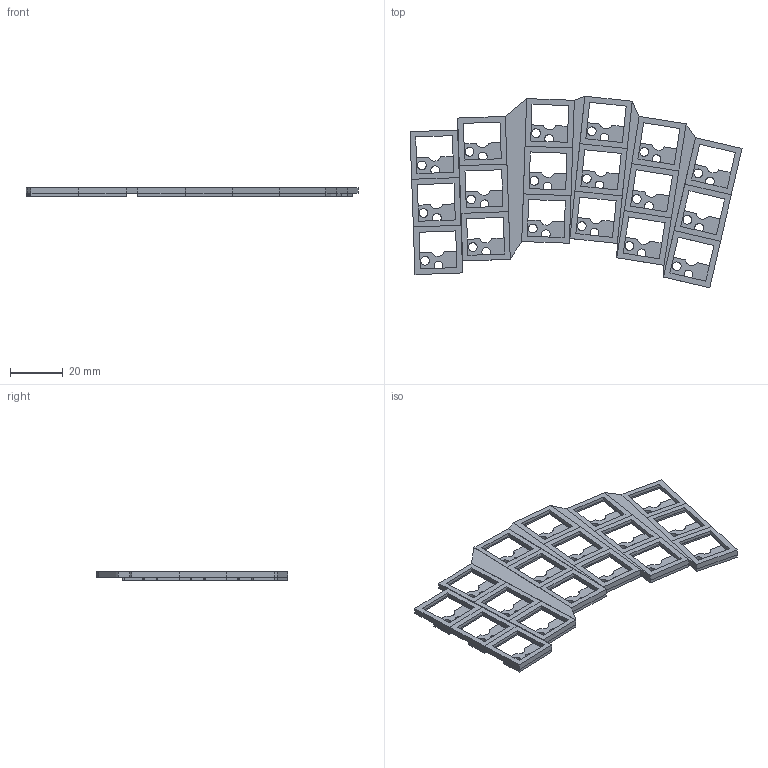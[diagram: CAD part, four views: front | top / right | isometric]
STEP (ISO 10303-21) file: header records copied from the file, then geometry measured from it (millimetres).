
FILE_DESCRIPTION(/* description */ (''),/* implementation_level */ '2;1');
FILE_NAME(/* name */ 'LeftPlate.step',/* time_stamp */ '2026-01-12T19:08:20+01:00',/* author */ (''),/* organization */ (''),/* preprocessor_version */ 'ST-DEVELOPER v20.1',/* originating_system */ 'Autodesk Translation Framework v14.21.0.0',/* authorisation */ '');
FILE_SCHEMA (('AUTOMOTIVE_DESIGN { 1 0 10303 214 3 1 1 }'));
Length unit declared in the file: millimetre
Products named in the file (2): 2026-01-03-22-54-01-724; 2026-01-03-14-38-42-564
Assembly tree (18 placements, depth 2):
  2026-01-03-22-54-01-724
    2026-01-03-14-38-42-564  x18
Bounding box: 125.36 x 72.31 x 3.35 mm (x, y, z)
Volume: 9027.6 mm3; surface area: 18551.4 mm2
Topology: 41 solids, 41 shells, 480 faces, 1140 edges, 760 vertices
Faces by surface type: plane 426, cylinder 54
Full cylindrical faces by diameter (mm): 3.3 x36
Entity records: 1701 total; most frequent: DIRECTION 276, CARTESIAN_POINT 275, ORIENTED_EDGE 240, EDGE_CURVE 120, LINE 114, VECTOR 114, AXIS2_PLACEMENT_3D 81, VERTEX_POINT 80
